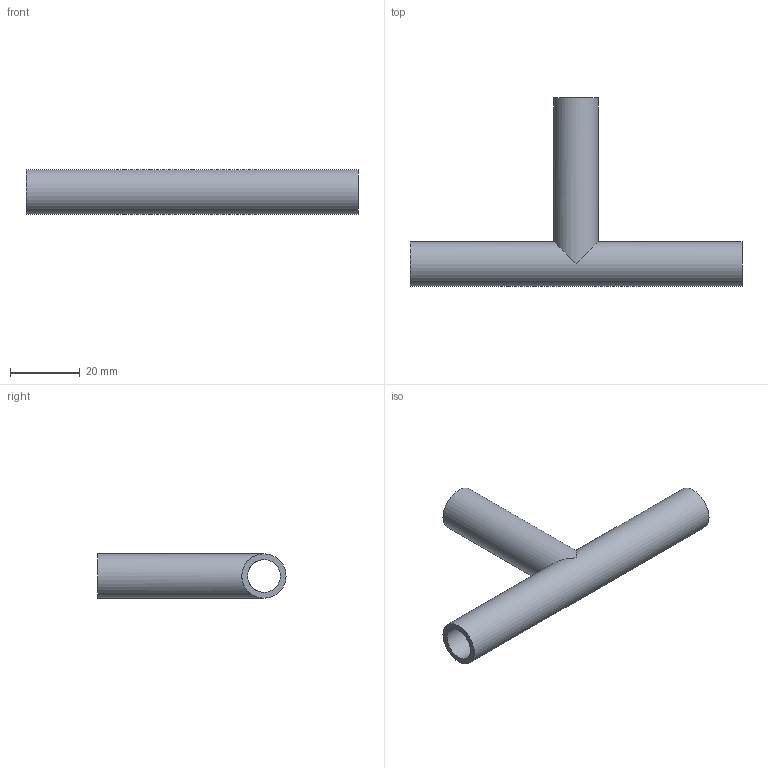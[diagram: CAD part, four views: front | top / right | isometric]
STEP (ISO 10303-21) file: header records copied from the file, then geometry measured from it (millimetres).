
FILE_DESCRIPTION(/* description */ ('DOCKWEILER AG - 19306 Germany - An der Autobahn 10/20'),/* implementation_level */ '2;1');
FILE_NAME(/* name */ 'T_12,7x1,65_12,7x1,65_L95,2_l47,6_V00.ipt.stp',/* time_stamp */ '2014-07-04T12:08:34+02:00',/* author */ ('DOCKWEILER AG - 19306 Germany - An der Autobahn 10/20'),/* organization */ ('DOCKWEILER AG - 19306 Germany - An der Autobahn 10/20'),/* preprocessor_version */ 'ST-DEVELOPER v15.6',/* originating_system */ 'Autodesk Inventor 2015',/* authorisation */ '');
FILE_SCHEMA (('CONFIG_CONTROL_DESIGN'));
Length unit declared in the file: millimetre
Products named in the file (1): T_12,7x1,65_12,7x1,65_L95,2_l47,6_V00
Bounding box: 95.2 x 53.95 x 12.7 mm (x, y, z)
Volume: 7774 mm3; surface area: 9758.6 mm2
Topology: 2 solids, 2 shells, 9 faces, 25 edges, 18 vertices
Faces by surface type: cylinder 6, plane 3
Full cylindrical faces by diameter (mm): 9.4 x3, 12.7 x2
Entity records: 516 total; most frequent: CARTESIAN_POINT 298, DIRECTION 40, ORIENTED_EDGE 24, EDGE_LOOP 20, AXIS2_PLACEMENT_3D 20, VERTEX_POINT 12, EDGE_CURVE 12, FACE_BOUND 11
